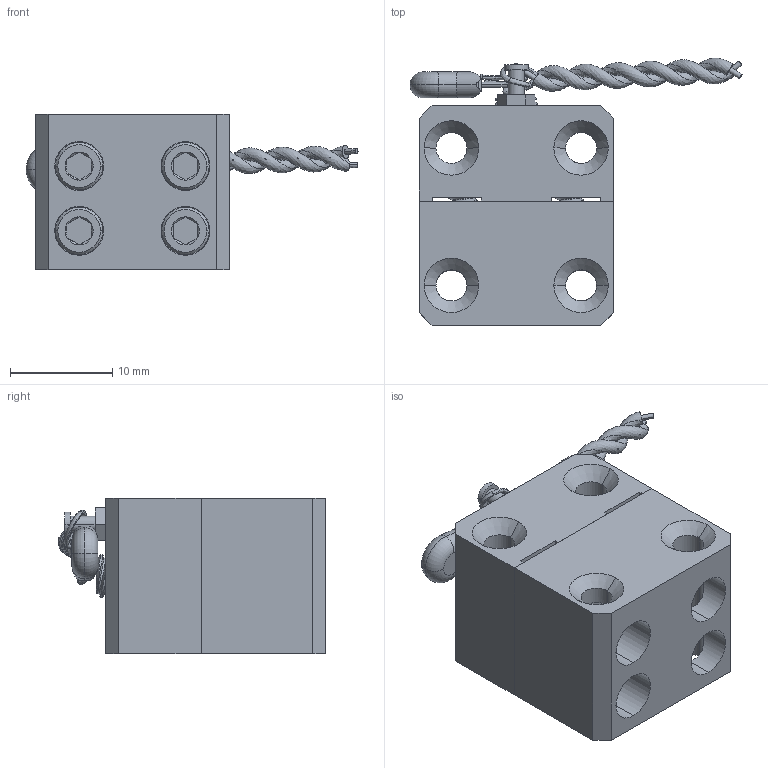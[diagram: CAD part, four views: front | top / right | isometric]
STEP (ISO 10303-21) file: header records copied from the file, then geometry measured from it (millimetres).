
FILE_DESCRIPTION (( 'STEP AP214' ), '1' );
FILE_NAME ('SOL-37311-28-G1.STEP', '2019-03-25T16:28:23', ( '' ), ( '' ), 'SwSTEP 2.0', 'SolidWorks 2016', '' );
FILE_SCHEMA (( 'AUTOMOTIVE_DESIGN' ));
Length unit declared in the file: inch
Products named in the file (1): SOL-37311-28-G1
Bounding box: 32.53 x 26.21 x 15.24 mm (x, y, z)
Volume: 5341 mm3; surface area: 5111.9 mm2
Topology: 13 solids, 13 shells, 552 faces, 1433 edges, 934 vertices
Faces by surface type: cylinder 297, plane 132, cone 93, bspline 26, torus 4
Entity records: 35593 total; most frequent: CARTESIAN_POINT 16092, ORIENTED_EDGE 2862, DIRECTION 2123, EDGE_CURVE 1431, VERTEX_POINT 934, AXIS2_PLACEMENT_3D 803, EDGE_LOOP 653, DIMENSIONAL_EXPONENTS 567
